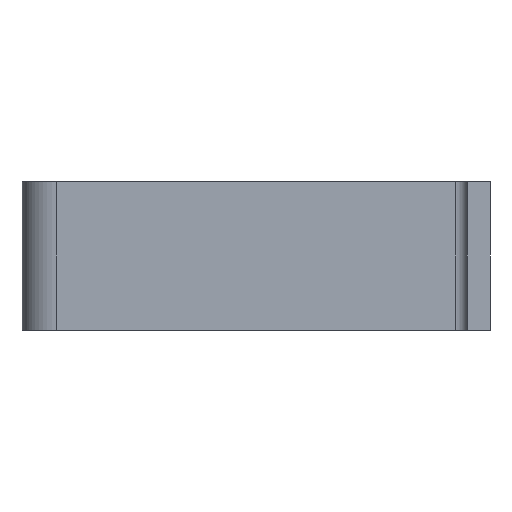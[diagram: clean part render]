
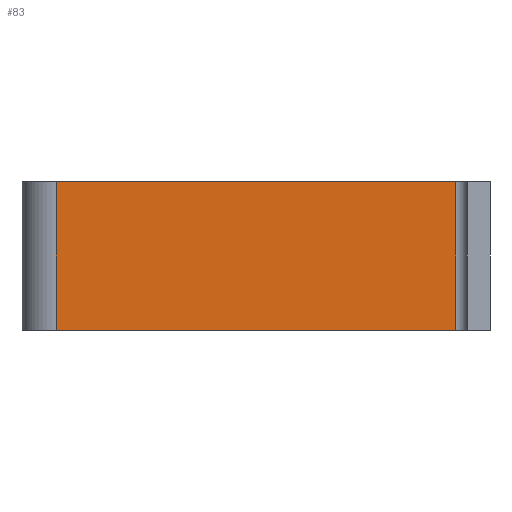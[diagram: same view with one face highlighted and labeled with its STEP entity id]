
A CAD part, left-side view. The second image highlights one B-rep face of the part: STEP entity #83.
In plain terms, the highlighted planar face has unit normal (-1, 0, 0).
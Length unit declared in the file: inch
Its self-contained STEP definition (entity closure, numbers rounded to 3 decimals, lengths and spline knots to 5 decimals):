
#83=ADVANCED_FACE('',(#166),#167,.T.);
#166=FACE_OUTER_BOUND('',#321,.T.);
#167=PLANE('',#322);
#321=EDGE_LOOP('',(#474,#475,#476,#477));
#322=AXIS2_PLACEMENT_3D('',#478,#479,#480);
#474=ORIENTED_EDGE('',*,*,#592,.T.);
#475=ORIENTED_EDGE('',*,*,#579,.F.);
#476=ORIENTED_EDGE('',*,*,#548,.T.);
#477=ORIENTED_EDGE('',*,*,#522,.T.);
#478=CARTESIAN_POINT('',(1.87439,2.56167,0.0));
#479=DIRECTION('',(-1.0,0.0,0.0));
#480=DIRECTION('',(0.0,-1.0,0.0));
#522=EDGE_CURVE('',#611,#609,#612,.T.);
#548=EDGE_CURVE('',#655,#611,#656,.T.);
#579=EDGE_CURVE('',#655,#697,#701,.T.);
#592=EDGE_CURVE('',#609,#697,#715,.T.);
#609=VERTEX_POINT('',#740);
#611=VERTEX_POINT('',#745);
#612=LINE('',#746,#747);
#655=VERTEX_POINT('',#824);
#656=LINE('',#825,#826);
#697=VERTEX_POINT('',#908);
#701=LINE('',#916,#917);
#715=LINE('',#944,#945);
#740=CARTESIAN_POINT('',(1.87439,0.37488,1.625));
#745=CARTESIAN_POINT('',(1.87439,0.37488,0.0));
#746=CARTESIAN_POINT('',(1.87439,0.37488,0.0));
#747=VECTOR('',#954,1.0);
#824=CARTESIAN_POINT('',(1.87439,4.74845,0.0));
#825=CARTESIAN_POINT('',(1.87439,4.74845,0.0));
#826=VECTOR('',#968,1.0);
#908=CARTESIAN_POINT('',(1.87439,4.74845,1.625));
#916=CARTESIAN_POINT('',(1.87439,4.74845,0.0));
#917=VECTOR('',#981,1.0);
#944=CARTESIAN_POINT('',(1.87439,4.74845,1.625));
#945=VECTOR('',#986,1.0);
#954=DIRECTION('',(0.0,0.0,1.0));
#968=DIRECTION('',(0.0,-1.0,0.0));
#981=DIRECTION('',(0.0,0.0,1.0));
#986=DIRECTION('',(0.0,1.0,0.0));
